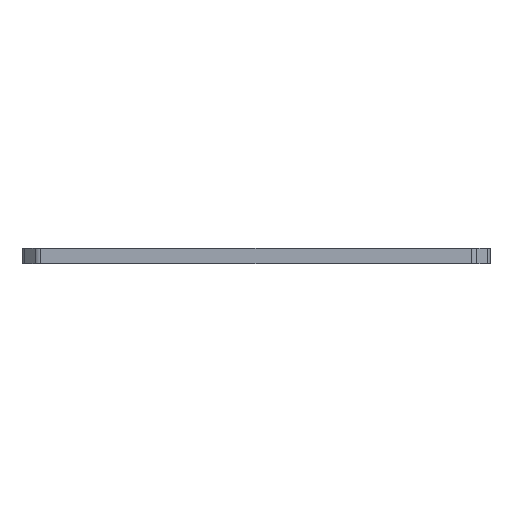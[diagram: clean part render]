
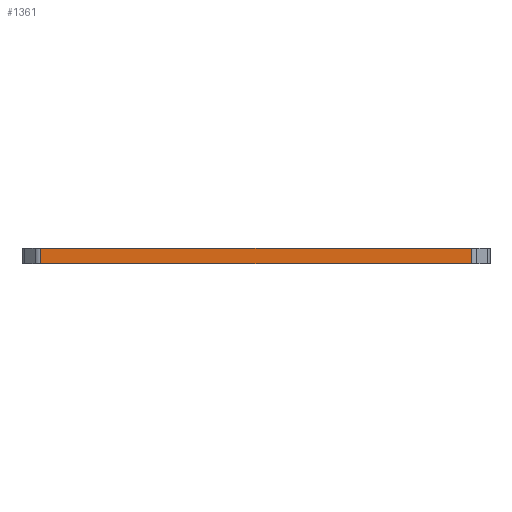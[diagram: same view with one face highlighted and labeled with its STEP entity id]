
A CAD part, front view. The second image highlights one B-rep face of the part: STEP entity #1361.
In plain terms, the highlighted planar face has unit normal (0, -1, 0).
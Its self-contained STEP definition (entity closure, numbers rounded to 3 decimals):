
#13 = DIRECTION ( 'NONE',  ( -1., 0., 0. ) ) ;
#85 = ORIENTED_EDGE ( 'NONE', *, *, #3308, .T. ) ;
#99 = DIRECTION ( 'NONE',  ( 0., 0., -1. ) ) ;
#112 = VERTEX_POINT ( 'NONE', #434 ) ;
#127 = CARTESIAN_POINT ( 'NONE',  ( -30.2, -32.389, -2. ) ) ;
#148 = VECTOR ( 'NONE', #13, 1000. ) ;
#248 = ORIENTED_EDGE ( 'NONE', *, *, #446, .T. ) ;
#254 = VERTEX_POINT ( 'NONE', #312 ) ;
#309 = DIRECTION ( 'NONE',  ( 0., 0., 1. ) ) ;
#312 = CARTESIAN_POINT ( 'NONE',  ( -27.786, -32.389, 0. ) ) ;
#434 = CARTESIAN_POINT ( 'NONE',  ( -27.786, -32.389, -2. ) ) ;
#442 = DIRECTION ( 'NONE',  ( 0., 0., 1. ) ) ;
#446 = EDGE_CURVE ( 'NONE', #1582, #254, #3638, .T. ) ;
#540 = CARTESIAN_POINT ( 'NONE',  ( 27.786, -32.389, -2. ) ) ;
#664 = EDGE_CURVE ( 'NONE', #3088, #1582, #1728, .T. ) ;
#717 = DIRECTION ( 'NONE',  ( 0., 1., 0. ) ) ;
#767 = CARTESIAN_POINT ( 'NONE',  ( -30.2, -32.389, 0. ) ) ;
#834 = CARTESIAN_POINT ( 'NONE',  ( 27.786, -32.389, 0. ) ) ;
#1193 = CARTESIAN_POINT ( 'NONE',  ( 27.786, -32.389, 0. ) ) ;
#1320 = VECTOR ( 'NONE', #99, 1000. ) ;
#1361 = ADVANCED_FACE ( 'NONE', ( #2201 ), #3645, .F. ) ;
#1582 = VERTEX_POINT ( 'NONE', #834 ) ;
#1697 = EDGE_CURVE ( 'NONE', #3088, #112, #1979, .T. ) ;
#1728 = LINE ( 'NONE', #1193, #2397 ) ;
#1801 = ORIENTED_EDGE ( 'NONE', *, *, #664, .T. ) ;
#1811 = ORIENTED_EDGE ( 'NONE', *, *, #1697, .F. ) ;
#1968 = LINE ( 'NONE', #2964, #1320 ) ;
#1979 = LINE ( 'NONE', #2364, #148 ) ;
#2201 = FACE_OUTER_BOUND ( 'NONE', #2340, .T. ) ;
#2210 = AXIS2_PLACEMENT_3D ( 'NONE', #127, #717, #442 ) ;
#2340 = EDGE_LOOP ( 'NONE', ( #1811, #1801, #248, #85 ) ) ;
#2364 = CARTESIAN_POINT ( 'NONE',  ( 0., -32.389, -2. ) ) ;
#2397 = VECTOR ( 'NONE', #309, 1000. ) ;
#2877 = VECTOR ( 'NONE', #3703, 1000. ) ;
#2964 = CARTESIAN_POINT ( 'NONE',  ( -27.786, -32.389, -2. ) ) ;
#3088 = VERTEX_POINT ( 'NONE', #540 ) ;
#3308 = EDGE_CURVE ( 'NONE', #254, #112, #1968, .T. ) ;
#3638 = LINE ( 'NONE', #767, #2877 ) ;
#3645 = PLANE ( 'NONE',  #2210 ) ;
#3703 = DIRECTION ( 'NONE',  ( -1., 0., 0. ) ) ;
